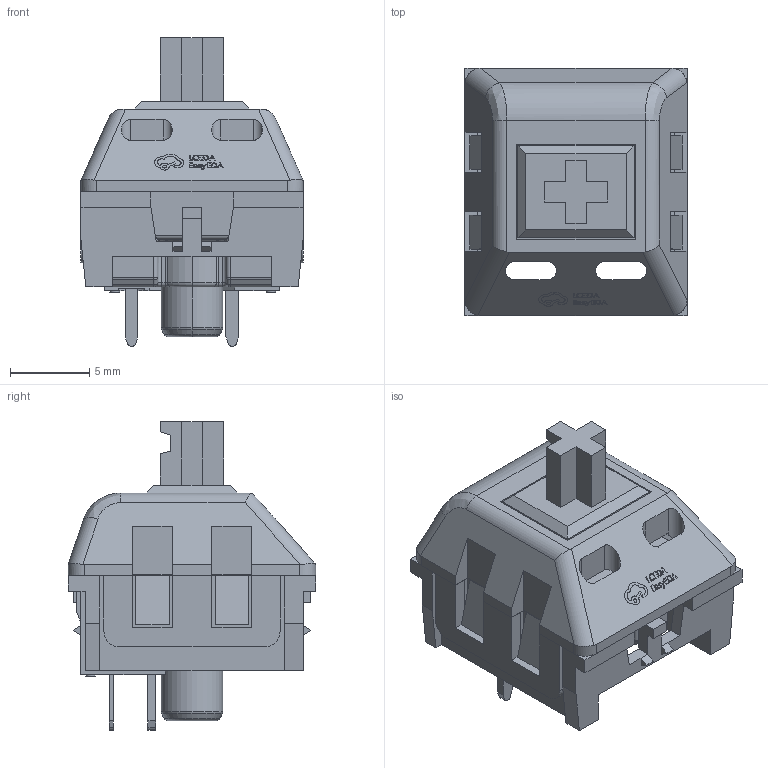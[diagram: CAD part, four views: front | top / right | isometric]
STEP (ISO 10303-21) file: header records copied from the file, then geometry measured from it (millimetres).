
FILE_DESCRIPTION(('FreeCAD Model'),'2;1');
FILE_NAME('Open CASCADE Shape Model','2024-05-19T23:34:18',(''),(''), 'Open CASCADE STEP processor 7.6','FreeCAD','Unknown');
FILE_SCHEMA(('AUTOMOTIVE_DESIGN { 1 0 10303 214 1 1 1 1 }'));
Length unit declared in the file: millimetre
Products named in the file (11): KEY-TH_CPG151101D21X; COMPOUND019; COMPOUND010; COMPOUND011; COMPOUND012; COMPOUND013; COMPOUND014; COMPOUND015; COMPOUND016; COMPOUND017; COMPOUND018
Assembly tree (10 placements, depth 3):
  KEY-TH_CPG151101D21X
    COMPOUND019
      COMPOUND010
      COMPOUND011
      COMPOUND012
      COMPOUND013
      COMPOUND014
      COMPOUND015
      COMPOUND016
      COMPOUND017
      COMPOUND018
Bounding box: 14 x 15.6 x 19.45 mm (x, y, z)
Volume: 1440.2 mm3; surface area: 2026.3 mm2
Topology: 9 solids, 9 shells, 560 faces, 1502 edges, 978 vertices
Faces by surface type: plane 386, bspline 100, cylinder 54, torus 12, sphere 6, cone 2
Entity records: 20930 total; most frequent: CARTESIAN_POINT 4509, ORIENTED_EDGE 2996, DIRECTION 2308, EDGE_CURVE 1498, LINE 1162, VECTOR 1162, VERTEX_POINT 978, FACE_BOUND 588
